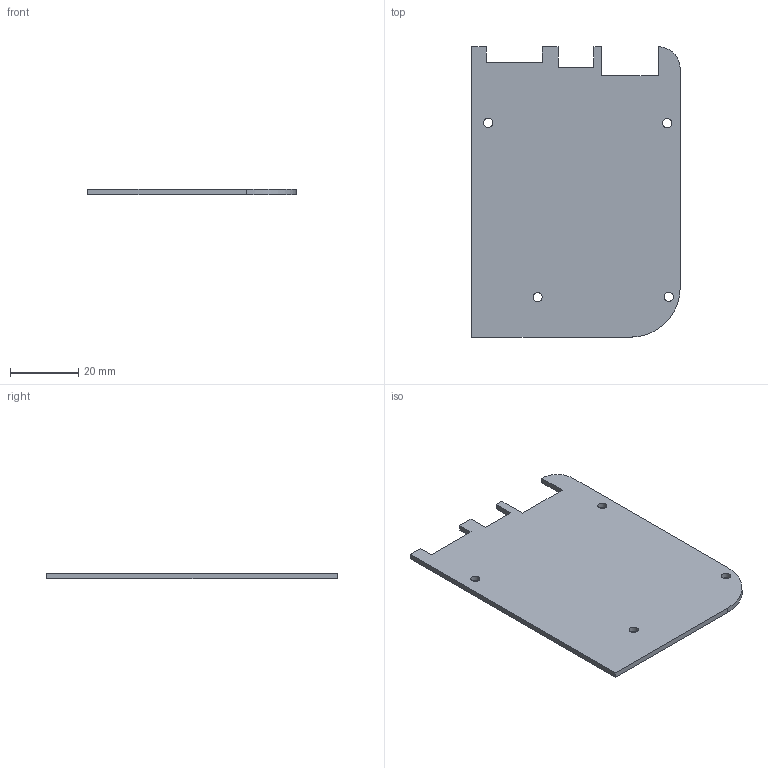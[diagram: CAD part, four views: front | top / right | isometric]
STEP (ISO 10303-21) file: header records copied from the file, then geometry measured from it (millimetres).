
FILE_DESCRIPTION(('KiCad electronic assembly'),'2;1');
FILE_NAME('apple_pi_tv_board.step','2024-07-14T12:54:16',('Pcbnew'),( 'Kicad'),'Open CASCADE STEP processor 7.5','KiCad to STEP converter' ,'Unknown');
FILE_SCHEMA(('AUTOMOTIVE_DESIGN { 1 0 10303 214 1 1 1 1 }'));
Length unit declared in the file: millimetre
Products named in the file (2): apple_pi_tv_board 1; apple_pi_tv_board_PCB
Assembly tree (1 placements, depth 2):
  apple_pi_tv_board 1
    apple_pi_tv_board_PCB
Bounding box: 61.01 x 85.05 x 1.6 mm (x, y, z)
Volume: 7729.2 mm3; surface area: 10229.8 mm2
Topology: 1 solids, 1 shells, 23 faces, 63 edges, 42 vertices
Faces by surface type: plane 17, cylinder 6
Full cylindrical faces by diameter (mm): 2.7 x4
Entity records: 782 total; most frequent: CARTESIAN_POINT 130, ORIENTED_EDGE 126, DIRECTION 125, EDGE_CURVE 63, LINE 51, VECTOR 51, VERTEX_POINT 42, AXIS2_PLACEMENT_3D 37
